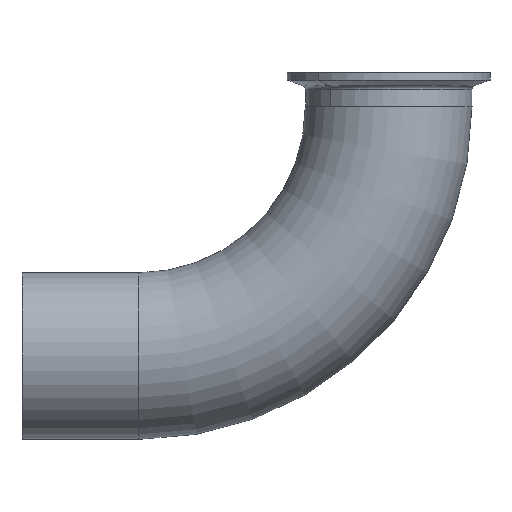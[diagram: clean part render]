
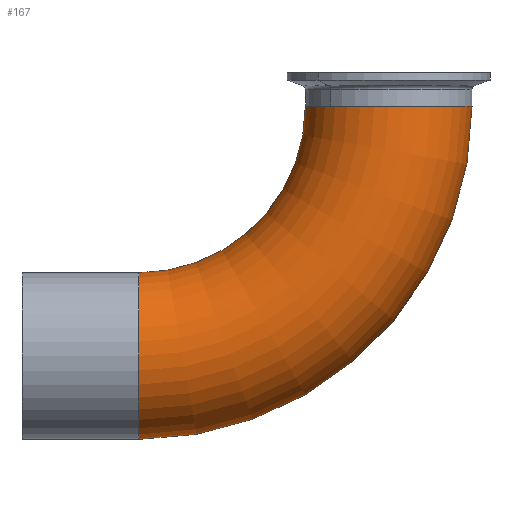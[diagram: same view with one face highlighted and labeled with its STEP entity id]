
A CAD part, front view. The second image highlights one B-rep face of the part: STEP entity #167.
In plain terms, the highlighted toroidal (fillet/blend) face has major radius 95.25 mm and minor radius 31.75 mm.
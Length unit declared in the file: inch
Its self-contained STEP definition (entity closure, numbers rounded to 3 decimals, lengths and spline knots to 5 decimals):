
#47 = DIRECTION ( 'NONE',  ( 0., 0., 1. ) ) ;
#68 = VERTEX_POINT ( 'NONE', #504 ) ;
#135 = CIRCLE ( 'NONE', #667, 1.25 ) ;
#154 = CIRCLE ( 'NONE', #363, 5. ) ;
#167 = ADVANCED_FACE ( 'NONE', ( #187 ), #1002, .T. ) ;
#187 = FACE_OUTER_BOUND ( 'NONE', #396, .T. ) ;
#221 = ORIENTED_EDGE ( 'NONE', *, *, #472, .F. ) ;
#265 = DIRECTION ( 'NONE',  ( 0., -1., 0. ) ) ;
#270 = DIRECTION ( 'NONE',  ( 0., 0., -1. ) ) ;
#276 = CIRCLE ( 'NONE', #718, 1.25 ) ;
#291 = CIRCLE ( 'NONE', #439, 2.5 ) ;
#363 = AXIS2_PLACEMENT_3D ( 'NONE', #372, #768, #270 ) ;
#372 = CARTESIAN_POINT ( 'NONE',  ( 0., 0., 0. ) ) ;
#385 = DIRECTION ( 'NONE',  ( -1., 0., 0. ) ) ;
#386 = CARTESIAN_POINT ( 'NONE',  ( 2.5, 0., 0. ) ) ;
#394 = CARTESIAN_POINT ( 'NONE',  ( 0., 0., -3.75 ) ) ;
#396 = EDGE_LOOP ( 'NONE', ( #621, #839, #789, #221 ) ) ;
#404 = CARTESIAN_POINT ( 'NONE',  ( 3.75, 0., 0. ) ) ;
#439 = AXIS2_PLACEMENT_3D ( 'NONE', #455, #771, #1046 ) ;
#440 = VERTEX_POINT ( 'NONE', #1052 ) ;
#446 = EDGE_CURVE ( 'NONE', #68, #440, #154, .T. ) ;
#455 = CARTESIAN_POINT ( 'NONE',  ( 0., 0., 0. ) ) ;
#472 = EDGE_CURVE ( 'NONE', #953, #1045, #291, .T. ) ;
#504 = CARTESIAN_POINT ( 'NONE',  ( 0., 0., -5. ) ) ;
#570 = DIRECTION ( 'NONE',  ( 0., 0., 1. ) ) ;
#578 = CARTESIAN_POINT ( 'NONE',  ( 0., 0., -2.5 ) ) ;
#621 = ORIENTED_EDGE ( 'NONE', *, *, #826, .F. ) ;
#643 = EDGE_CURVE ( 'NONE', #1045, #440, #276, .T. ) ;
#667 = AXIS2_PLACEMENT_3D ( 'NONE', #394, #385, #47 ) ;
#718 = AXIS2_PLACEMENT_3D ( 'NONE', #404, #570, #911 ) ;
#764 = CARTESIAN_POINT ( 'NONE',  ( 0., 0., 0. ) ) ;
#768 = DIRECTION ( 'NONE',  ( 0., -1., 0. ) ) ;
#771 = DIRECTION ( 'NONE',  ( 0., -1., 0. ) ) ;
#789 = ORIENTED_EDGE ( 'NONE', *, *, #643, .F. ) ;
#826 = EDGE_CURVE ( 'NONE', #68, #953, #135, .T. ) ;
#839 = ORIENTED_EDGE ( 'NONE', *, *, #446, .T. ) ;
#862 = DIRECTION ( 'NONE',  ( 0., 0., -1. ) ) ;
#908 = AXIS2_PLACEMENT_3D ( 'NONE', #764, #265, #862 ) ;
#911 = DIRECTION ( 'NONE',  ( 1., 0., 0. ) ) ;
#953 = VERTEX_POINT ( 'NONE', #578 ) ;
#1002 = TOROIDAL_SURFACE ( 'NONE', #908, 3.75, 1.25 ) ;
#1045 = VERTEX_POINT ( 'NONE', #386 ) ;
#1046 = DIRECTION ( 'NONE',  ( 0., 0., -1. ) ) ;
#1052 = CARTESIAN_POINT ( 'NONE',  ( 5., 0., 0. ) ) ;
